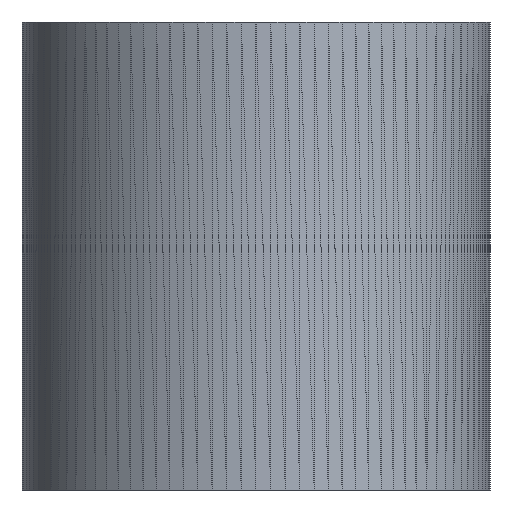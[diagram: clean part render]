
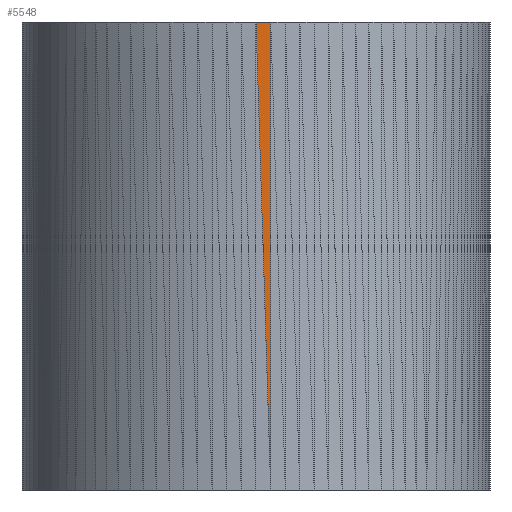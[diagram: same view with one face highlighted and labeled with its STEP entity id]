
A CAD part, left-side view. The second image highlights one B-rep face of the part: STEP entity #5548.
In plain terms, the highlighted planar face has unit normal (-1, -0.031, 0).
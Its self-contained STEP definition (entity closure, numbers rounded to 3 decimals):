
#5463 = EDGE_CURVE('',#5464,#5466,#5468,.T.);
#5464 = VERTEX_POINT('',#5465);
#5465 = CARTESIAN_POINT('',(-9.98,-0.628,0.));
#5466 = VERTEX_POINT('',#5467);
#5467 = CARTESIAN_POINT('',(-10.,0.,20.));
#5468 = SURFACE_CURVE('',#5469,(#5473,#5485),.PCURVE_S1.);
#5469 = LINE('',#5470,#5471);
#5470 = CARTESIAN_POINT('',(-9.98,-0.628,0.));
#5471 = VECTOR('',#5472,1.);
#5472 = DIRECTION('',(-0.001,0.031,
    1.));
#5473 = PCURVE('',#5474,#5479);
#5474 = PLANE('',#5475);
#5475 = AXIS2_PLACEMENT_3D('',#5476,#5477,#5478);
#5476 = CARTESIAN_POINT('',(-9.995,-0.159,
    9.845));
#5477 = DIRECTION('',(-1.,-0.031,
    0.));
#5478 = DIRECTION('',(0.031,-1.,
    0.));
#5479 = DEFINITIONAL_REPRESENTATION('',(#5480),#5484);
#5480 = LINE('',#5481,#5482);
#5481 = CARTESIAN_POINT('',(0.469,-9.845));
#5482 = VECTOR('',#5483,1.);
#5483 = DIRECTION('',(-0.031,1.));
#5484 = ( GEOMETRIC_REPRESENTATION_CONTEXT(2) 
PARAMETRIC_REPRESENTATION_CONTEXT() REPRESENTATION_CONTEXT('2D SPACE',''
  ) );
#5485 = PCURVE('',#5486,#5491);
#5486 = PLANE('',#5487);
#5487 = AXIS2_PLACEMENT_3D('',#5488,#5489,#5490);
#5488 = CARTESIAN_POINT('',(-9.985,-0.468,
    10.155));
#5489 = DIRECTION('',(-1.,-0.031,
    0.));
#5490 = DIRECTION('',(0.031,-1.,
    0.));
#5491 = DEFINITIONAL_REPRESENTATION('',(#5492),#5495);
#5492 = B_SPLINE_CURVE_WITH_KNOTS('',1,(#5493,#5494),.UNSPECIFIED.,.F.,
  .F.,(2,2),(0.,20.01),.PIECEWISE_BEZIER_KNOTS.);
#5493 = CARTESIAN_POINT('',(0.16,-10.155));
#5494 = CARTESIAN_POINT('',(-0.469,9.845));
#5495 = ( GEOMETRIC_REPRESENTATION_CONTEXT(2) 
PARAMETRIC_REPRESENTATION_CONTEXT() REPRESENTATION_CONTEXT('2D SPACE',''
  ) );
#5548 = ADVANCED_FACE('',(#5549),#5486,.T.);
#5549 = FACE_BOUND('',#5550,.T.);
#5550 = EDGE_LOOP('',(#5551,#5552,#5579));
#5551 = ORIENTED_EDGE('',*,*,#5463,.F.);
#5552 = ORIENTED_EDGE('',*,*,#5553,.T.);
#5553 = EDGE_CURVE('',#5464,#5554,#5556,.T.);
#5554 = VERTEX_POINT('',#5555);
#5555 = CARTESIAN_POINT('',(-9.98,-0.628,20.));
#5556 = SURFACE_CURVE('',#5557,(#5561,#5568),.PCURVE_S1.);
#5557 = LINE('',#5558,#5559);
#5558 = CARTESIAN_POINT('',(-9.98,-0.628,0.));
#5559 = VECTOR('',#5560,1.);
#5560 = DIRECTION('',(0.,0.,1.));
#5561 = PCURVE('',#5486,#5562);
#5562 = DEFINITIONAL_REPRESENTATION('',(#5563),#5567);
#5563 = LINE('',#5564,#5565);
#5564 = CARTESIAN_POINT('',(0.16,-10.155));
#5565 = VECTOR('',#5566,1.);
#5566 = DIRECTION('',(0.,1.));
#5567 = ( GEOMETRIC_REPRESENTATION_CONTEXT(2) 
PARAMETRIC_REPRESENTATION_CONTEXT() REPRESENTATION_CONTEXT('2D SPACE',''
  ) );
#5568 = PCURVE('',#5569,#5574);
#5569 = PLANE('',#5570);
#5570 = AXIS2_PLACEMENT_3D('',#5571,#5572,#5573);
#5571 = CARTESIAN_POINT('',(-9.965,-0.787,
    9.845));
#5572 = DIRECTION('',(-0.996,-0.094,
    0.));
#5573 = DIRECTION('',(0.094,-0.996,
    0.));
#5574 = DEFINITIONAL_REPRESENTATION('',(#5575),#5578);
#5575 = B_SPLINE_CURVE_WITH_KNOTS('',1,(#5576,#5577),.UNSPECIFIED.,.F.,
  .F.,(2,2),(0.,20.),.PIECEWISE_BEZIER_KNOTS.);
#5576 = CARTESIAN_POINT('',(-0.16,-9.845));
#5577 = CARTESIAN_POINT('',(-0.16,10.155));
#5578 = ( GEOMETRIC_REPRESENTATION_CONTEXT(2) 
PARAMETRIC_REPRESENTATION_CONTEXT() REPRESENTATION_CONTEXT('2D SPACE',''
  ) );
#5579 = ORIENTED_EDGE('',*,*,#5580,.F.);
#5580 = EDGE_CURVE('',#5466,#5554,#5581,.T.);
#5581 = SURFACE_CURVE('',#5582,(#5586,#5592),.PCURVE_S1.);
#5582 = LINE('',#5583,#5584);
#5583 = CARTESIAN_POINT('',(-10.,0.,20.));
#5584 = VECTOR('',#5585,1.);
#5585 = DIRECTION('',(0.031,-1.,0.));
#5586 = PCURVE('',#5486,#5587);
#5587 = DEFINITIONAL_REPRESENTATION('',(#5588),#5591);
#5588 = B_SPLINE_CURVE_WITH_KNOTS('',1,(#5589,#5590),.UNSPECIFIED.,.F.,
  .F.,(2,2),(0.,0.628),.PIECEWISE_BEZIER_KNOTS.);
#5589 = CARTESIAN_POINT('',(-0.469,9.845));
#5590 = CARTESIAN_POINT('',(0.16,9.845));
#5591 = ( GEOMETRIC_REPRESENTATION_CONTEXT(2) 
PARAMETRIC_REPRESENTATION_CONTEXT() REPRESENTATION_CONTEXT('2D SPACE',''
  ) );
#5592 = PCURVE('',#5593,#5598);
#5593 = PLANE('',#5594);
#5594 = AXIS2_PLACEMENT_3D('',#5595,#5596,#5597);
#5595 = CARTESIAN_POINT('',(-6.146,-0.163,20.));
#5596 = DIRECTION('',(0.,0.,1.));
#5597 = DIRECTION('',(1.,0.,-0.));
#5598 = DEFINITIONAL_REPRESENTATION('',(#5599),#5603);
#5599 = LINE('',#5600,#5601);
#5600 = CARTESIAN_POINT('',(-3.854,0.163));
#5601 = VECTOR('',#5602,1.);
#5602 = DIRECTION('',(0.031,-1.));
#5603 = ( GEOMETRIC_REPRESENTATION_CONTEXT(2) 
PARAMETRIC_REPRESENTATION_CONTEXT() REPRESENTATION_CONTEXT('2D SPACE',''
  ) );
